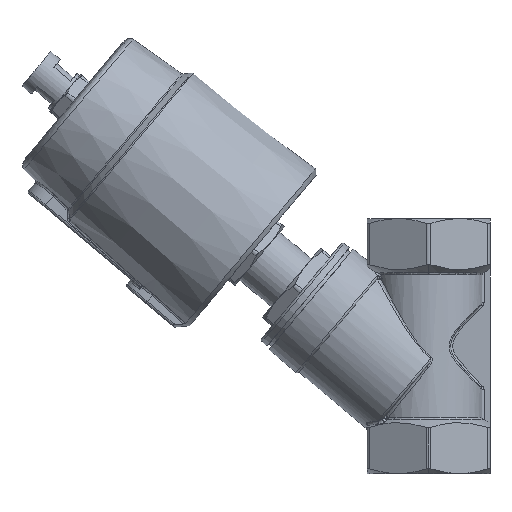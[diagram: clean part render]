
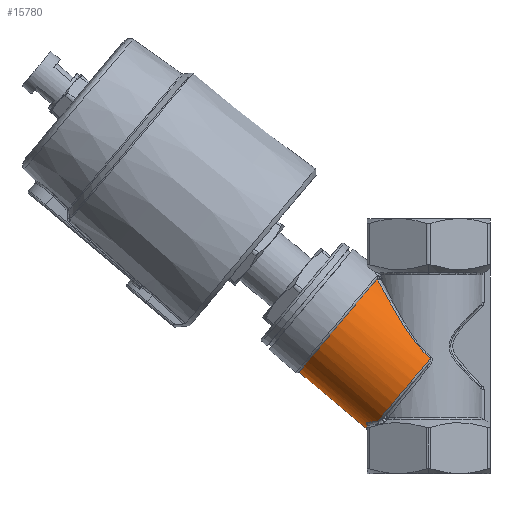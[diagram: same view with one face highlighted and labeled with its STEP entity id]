
A CAD part, left-side view. The second image highlights one B-rep face of the part: STEP entity #15780.
In plain terms, the highlighted cylindrical face has radius 29 mm (diameter 58 mm), a partial arc.
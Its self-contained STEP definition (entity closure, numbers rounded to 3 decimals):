
#52 = CARTESIAN_POINT ( 'NONE',  ( -12.219, 27.701, -34.798 ) ) ;
#266 = VERTEX_POINT ( 'NONE', #19803 ) ;
#474 = CARTESIAN_POINT ( 'NONE',  ( 0., 28.357, -37.762 ) ) ;
#810 = ORIENTED_EDGE ( 'NONE', *, *, #15745, .T. ) ;
#968 = CARTESIAN_POINT ( 'NONE',  ( -23.638, 9.275, 6.031 ) ) ;
#1108 = CARTESIAN_POINT ( 'NONE',  ( -11.841, 23.521, 30.594 ) ) ;
#1595 = EDGE_LOOP ( 'NONE', ( #37702, #5180, #24378, #28346, #38557, #30824, #810 ) ) ;
#2118 = DIRECTION ( 'NONE',  ( 0., -0.643, 0.766 ) ) ;
#3235 = CARTESIAN_POINT ( 'NONE',  ( -13.954, 26.512, -34.65 ) ) ;
#4140 = CARTESIAN_POINT ( 'NONE',  ( -22.356, 12.342, 10.793 ) ) ;
#4985 = CARTESIAN_POINT ( 'NONE',  ( 0., 28.357, -37.762 ) ) ;
#5179 = CARTESIAN_POINT ( 'NONE',  ( -11.971, 23.6, 30.585 ) ) ;
#5180 = ORIENTED_EDGE ( 'NONE', *, *, #21813, .T. ) ;
#5423 = CARTESIAN_POINT ( 'NONE',  ( 0., 8.426, -16.629 ) ) ;
#5719 = VERTEX_POINT ( 'NONE', #34856 ) ;
#5938 = DIRECTION ( 'NONE',  ( 0., -0.766, -0.643 ) ) ;
#6411 = CARTESIAN_POINT ( 'NONE',  ( -16.641, 24.26, -34.388 ) ) ;
#6660 = CYLINDRICAL_SURFACE ( 'NONE', #36690, 29. ) ;
#6808 = EDGE_CURVE ( 'NONE', #8385, #38310, #26780, .T. ) ;
#7322 = CARTESIAN_POINT ( 'NONE',  ( -20.715, 15.217, 15.589 ) ) ;
#8385 = VERTEX_POINT ( 'NONE', #10118 ) ;
#8597 = DIRECTION ( 'NONE',  ( 0., -0.643, 0.766 ) ) ;
#9452 = AXIS2_PLACEMENT_3D ( 'NONE', #5423, #27444, #8597 ) ;
#10118 = CARTESIAN_POINT ( 'NONE',  ( -11.005, 28.405, -34.89 ) ) ;
#10247 = CARTESIAN_POINT ( 'NONE',  ( -25.105, -0.904, -5.509 ) ) ;
#10374 = CARTESIAN_POINT ( 'NONE',  ( -25.087, 2.062, -2.977 ) ) ;
#10512 = CARTESIAN_POINT ( 'NONE',  ( -18.684, 17.923, 20.323 ) ) ;
#13010 = VERTEX_POINT ( 'NONE', #34096 ) ;
#13106 = EDGE_CURVE ( 'NONE', #24409, #8385, #15542, .T. ) ;
#13186 = CARTESIAN_POINT ( 'NONE',  ( -11.005, 28.405, -34.89 ) ) ;
#13401 = CARTESIAN_POINT ( 'NONE',  ( -25.141, -0.118, -4.93 ) ) ;
#13536 = CARTESIAN_POINT ( 'NONE',  ( -24.883, 4.049, -0.858 ) ) ;
#13673 = CARTESIAN_POINT ( 'NONE',  ( -17.052, 19.63, 23.401 ) ) ;
#14689 = CARTESIAN_POINT ( 'NONE',  ( 0., 53.623, 21.295 ) ) ;
#15542 =( BOUNDED_CURVE ( )  B_SPLINE_CURVE ( 3, ( #474, #19342, #31973, #13186 ),
 .UNSPECIFIED., .F., .T. ) 
 B_SPLINE_CURVE_WITH_KNOTS ( ( 4, 4 ),
 ( 0., 0.389 ),
 .UNSPECIFIED. ) 
 CURVE ( )  GEOMETRIC_REPRESENTATION_ITEM ( )  RATIONAL_B_SPLINE_CURVE ( ( 1., 0.987, 0.987, 1. ) ) 
 REPRESENTATION_ITEM ( '' )  );
#15745 = EDGE_CURVE ( 'NONE', #35357, #13010, #32357, .T. ) ;
#15780 = ADVANCED_FACE ( 'NONE', ( #17995 ), #6660, .T. ) ;
#16683 = CARTESIAN_POINT ( 'NONE',  ( -24.561, 5.894, 1.376 ) ) ;
#16826 = CARTESIAN_POINT ( 'NONE',  ( -15.683, 20.868, 25.663 ) ) ;
#17776 = CIRCLE ( 'NONE', #9452, 29. ) ;
#17851 = CARTESIAN_POINT ( 'NONE',  ( -12.244, 23.702, 30.506 ) ) ;
#17995 = FACE_OUTER_BOUND ( 'NONE', #1595, .T. ) ;
#18198 = LINE ( 'NONE', #24793, #25587 ) ;
#18925 = CARTESIAN_POINT ( 'NONE',  ( -11.621, 28.066, -34.845 ) ) ;
#19342 = CARTESIAN_POINT ( 'NONE',  ( -3.787, 28.357, -37.762 ) ) ;
#19803 = CARTESIAN_POINT ( 'NONE',  ( -25.105, -0.904, -5.509 ) ) ;
#19840 = CARTESIAN_POINT ( 'NONE',  ( -23.991, 8.199, 4.459 ) ) ;
#19986 = CARTESIAN_POINT ( 'NONE',  ( -13.092, 22.817, 29.272 ) ) ;
#21009 = DIRECTION ( 'NONE',  ( 0., 0.766, 0.643 ) ) ;
#21813 = EDGE_CURVE ( 'NONE', #5719, #24409, #18198, .T. ) ;
#22104 = CARTESIAN_POINT ( 'NONE',  ( -13.386, 26.925, -34.701 ) ) ;
#23019 = CARTESIAN_POINT ( 'NONE',  ( -22.821, 11.347, 9.198 ) ) ;
#23054 = B_SPLINE_CURVE_WITH_KNOTS ( 'NONE', 3,
 ( #10247, #13401, #29195, #10374, #32334, #13536, #35460, #16683, #38630, #19840, #968, #23019, #4140, #26184, #7322, #29334, #10512, #32470, #13673, #35595, #16826, #38765, #19986, #1108 ),
 .UNSPECIFIED., .F., .F.,
 ( 4, 2, 2, 2, 2, 2, 2, 2, 2, 2, 2, 4 ),
 ( 0., 0.003, 0.006, 0.009, 0.012, 0.018, 0.023, 0.029, 0.035, 0.038, 0.041, 0.047 ),
 .UNSPECIFIED. ) ;
#24378 = ORIENTED_EDGE ( 'NONE', *, *, #13106, .T. ) ;
#24409 = VERTEX_POINT ( 'NONE', #4985 ) ;
#24793 = CARTESIAN_POINT ( 'NONE',  ( 0., 72.264, -0.92 ) ) ;
#25269 = CARTESIAN_POINT ( 'NONE',  ( -15.608, 25.211, -34.495 ) ) ;
#25587 = VECTOR ( 'NONE', #5938, 1000. ) ;
#26184 = CARTESIAN_POINT ( 'NONE',  ( -21.303, 14.276, 13.987 ) ) ;
#26780 = B_SPLINE_CURVE_WITH_KNOTS ( 'NONE', 3,
 ( #28281, #18925, #52, #22104, #3235, #25269, #6411, #28427 ),
 .UNSPECIFIED., .F., .F.,
 ( 4, 2, 2, 4 ),
 ( 0., 0.002, 0.004, 0.008 ),
 .UNSPECIFIED. ) ;
#27210 = CARTESIAN_POINT ( 'NONE',  ( -11.841, 23.521, 30.594 ) ) ;
#27444 = DIRECTION ( 'NONE',  ( 0., 0.766, 0.643 ) ) ;
#27984 = CIRCLE ( 'NONE', #30600, 29. ) ;
#28281 = CARTESIAN_POINT ( 'NONE',  ( -11.005, 28.405, -34.89 ) ) ;
#28346 = ORIENTED_EDGE ( 'NONE', *, *, #6808, .T. ) ;
#28427 = CARTESIAN_POINT ( 'NONE',  ( -17.605, 23.239, -34.282 ) ) ;
#29195 = CARTESIAN_POINT ( 'NONE',  ( -25.141, 0.63, -4.302 ) ) ;
#29334 = CARTESIAN_POINT ( 'NONE',  ( -19.405, 17.04, 18.756 ) ) ;
#30535 = EDGE_CURVE ( 'NONE', #38310, #266, #17776, .T. ) ;
#30600 = AXIS2_PLACEMENT_3D ( 'NONE', #39764, #21009, #2118 ) ;
#30824 = ORIENTED_EDGE ( 'NONE', *, *, #34922, .T. ) ;
#30880 = DIRECTION ( 'NONE',  ( 0., 0.643, -0.766 ) ) ;
#31973 = CARTESIAN_POINT ( 'NONE',  ( -7.502, 28.373, -36.793 ) ) ;
#32334 = CARTESIAN_POINT ( 'NONE',  ( -25.032, 2.742, -2.285 ) ) ;
#32357 = B_SPLINE_CURVE_WITH_KNOTS ( 'NONE', 3,
 ( #27210, #5179, #36622, #17851 ),
 .UNSPECIFIED., .F., .F.,
 ( 4, 4 ),
 ( 0., 0. ),
 .UNSPECIFIED. ) ;
#32470 = CARTESIAN_POINT ( 'NONE',  ( -17.476, 19.208, 22.636 ) ) ;
#32558 = EDGE_CURVE ( 'NONE', #5719, #13010, #27984, .T. ) ;
#34096 = CARTESIAN_POINT ( 'NONE',  ( -12.244, 23.702, 30.506 ) ) ;
#34856 = CARTESIAN_POINT ( 'NONE',  ( 0., 59.241, -11.848 ) ) ;
#34922 = EDGE_CURVE ( 'NONE', #266, #35357, #23054, .T. ) ;
#35357 = VERTEX_POINT ( 'NONE', #40639 ) ;
#35460 = CARTESIAN_POINT ( 'NONE',  ( -24.787, 4.677, -0.124 ) ) ;
#35595 = CARTESIAN_POINT ( 'NONE',  ( -16.156, 20.46, 24.914 ) ) ;
#36622 = CARTESIAN_POINT ( 'NONE',  ( -12.105, 23.661, 30.555 ) ) ;
#36690 = AXIS2_PLACEMENT_3D ( 'NONE', #14689, #37017, #30880 ) ;
#37017 = DIRECTION ( 'NONE',  ( 0., -0.766, -0.643 ) ) ;
#37702 = ORIENTED_EDGE ( 'NONE', *, *, #32558, .F. ) ;
#38310 = VERTEX_POINT ( 'NONE', #40618 ) ;
#38557 = ORIENTED_EDGE ( 'NONE', *, *, #30535, .T. ) ;
#38630 = CARTESIAN_POINT ( 'NONE',  ( -24.43, 6.484, 2.142 ) ) ;
#38765 = CARTESIAN_POINT ( 'NONE',  ( -14.189, 22.06, 27.862 ) ) ;
#39764 = CARTESIAN_POINT ( 'NONE',  ( 0., 40.6, 10.368 ) ) ;
#40618 = CARTESIAN_POINT ( 'NONE',  ( -17.605, 23.239, -34.282 ) ) ;
#40639 = CARTESIAN_POINT ( 'NONE',  ( -11.841, 23.521, 30.594 ) ) ;
